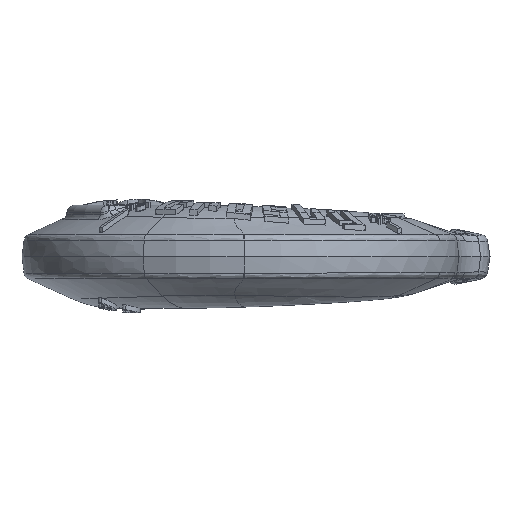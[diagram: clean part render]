
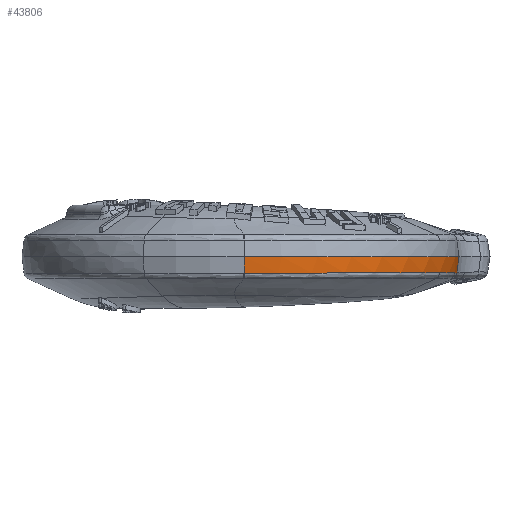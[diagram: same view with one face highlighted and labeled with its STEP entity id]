
A CAD part, front view. The second image highlights one B-rep face of the part: STEP entity #43806.
In plain terms, the highlighted conical face has half-angle 6.991 degrees and reference radius 33.117 mm.
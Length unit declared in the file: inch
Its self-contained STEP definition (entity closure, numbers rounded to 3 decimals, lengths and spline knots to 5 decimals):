
#7044=CARTESIAN_POINT('',(1.21793,-2.75967,
-0.09846));
#7066=CARTESIAN_POINT('',(1.21793,-2.75967,
-0.09846));
#7067=CARTESIAN_POINT('',(1.21793,-2.7791,
-0.09842));
#7068=CARTESIAN_POINT('',(1.21707,-2.81795,
-0.09835));
#7069=CARTESIAN_POINT('',(1.21316,-2.8761,
-0.09825));
#7070=CARTESIAN_POINT('',(1.20664,-2.93398,
-0.09817));
#7071=CARTESIAN_POINT('',(1.19754,-2.99152,
-0.09811));
#7072=CARTESIAN_POINT('',(1.18586,-3.04859,
-0.09807));
#7073=CARTESIAN_POINT('',(1.17163,-3.10506,
-0.09805));
#7074=CARTESIAN_POINT('',(1.15488,-3.16086,
-0.09806));
#7075=CARTESIAN_POINT('',(1.13564,-3.21582,
-0.09809));
#7076=CARTESIAN_POINT('',(1.12119,-3.25185,
-0.09813));
#7077=CARTESIAN_POINT('',(1.11356,-3.26969,
-0.09816));
#7130=CARTESIAN_POINT('',(1.11356,-3.26969,
-0.09816));
#7131=CARTESIAN_POINT('',(1.10593,-3.28755,
-0.09818));
#7132=CARTESIAN_POINT('',(1.08985,-3.32294,
-0.09822));
#7133=CARTESIAN_POINT('',(1.06338,-3.37487,
-0.09828));
#7134=CARTESIAN_POINT('',(1.03461,-3.42557,
-0.09833));
#7135=CARTESIAN_POINT('',(1.00361,-3.47491,
-0.09838));
#7136=CARTESIAN_POINT('',(0.97042,-3.52281,
-0.09843));
#7137=CARTESIAN_POINT('',(0.93512,-3.56916,
-0.09848));
#7138=CARTESIAN_POINT('',(0.89778,-3.61388,
-0.09854));
#7139=CARTESIAN_POINT('',(0.85846,-3.65688,
-0.09861));
#7140=CARTESIAN_POINT('',(0.81726,-3.69807,
-0.09869));
#7141=CARTESIAN_POINT('',(0.77425,-3.73737,
-0.09878));
#7142=CARTESIAN_POINT('',(0.72952,-3.7747,
-0.09887));
#7143=CARTESIAN_POINT('',(0.68316,-3.80999,
-0.09898));
#7144=CARTESIAN_POINT('',(0.63527,-3.84315,
-0.09909));
#7145=CARTESIAN_POINT('',(0.58593,-3.87414,
-0.09921));
#7146=CARTESIAN_POINT('',(0.53526,-3.90288,
-0.09933));
#7147=CARTESIAN_POINT('',(0.48334,-3.92932,
-0.09947));
#7148=CARTESIAN_POINT('',(0.43029,-3.9534,
-0.09961));
#7149=CARTESIAN_POINT('',(0.37622,-3.97507,
-0.09976));
#7150=CARTESIAN_POINT('',(0.32122,-3.9943,
-0.09992));
#7151=CARTESIAN_POINT('',(0.26542,-4.01104,
-0.10008));
#7152=CARTESIAN_POINT('',(0.20892,-4.02525,
-0.10025));
#7153=CARTESIAN_POINT('',(0.15184,-4.03692,
-0.10043));
#7154=CARTESIAN_POINT('',(0.09429,-4.04602,
-0.1006));
#7155=CARTESIAN_POINT('',(0.03639,-4.05252,
-0.10078));
#7156=CARTESIAN_POINT('',(-0.02174,-4.05642,
-0.10097));
#7157=CARTESIAN_POINT('',(-0.06058,-4.05728,
-0.10109));
#7158=CARTESIAN_POINT('',(-0.08,-4.05727,-0.10115));
#11310=DIRECTION('',(0.,0.122,-0.993));
#11311=VECTOR('',#11310,0.10191);
#11312=CARTESIAN_POINT('',(-0.08,-4.06967,0.));
#11313=LINE('',#11312,#11311);
#11314=CARTESIAN_POINT('',(-0.08,-2.75967,0.));
#11315=DIRECTION('',(0.,0.,1.));
#11316=DIRECTION('',(0.,-1.,0.));
#11317=AXIS2_PLACEMENT_3D('',#11314,#11315,#11316);
#11319=DIRECTION('',(-0.122,0.,-0.993));
#11320=VECTOR('',#11319,0.09919);
#11321=CARTESIAN_POINT('',(1.23,-2.75967,0.));
#11322=LINE('',#11321,#11320);
#14242=CARTESIAN_POINT('',(-0.08,-4.06967,0.));
#14243=CARTESIAN_POINT('',(1.23,-2.75967,0.));
#14244=VERTEX_POINT('',#14242);
#14245=VERTEX_POINT('',#14243);
#14564=VERTEX_POINT('',#7044);
#14566=VERTEX_POINT('',#7077);
#14568=VERTEX_POINT('',#7158);
#43793=CARTESIAN_POINT('',(-0.08,-2.75967,-0.05057));
#43794=DIRECTION('',(0.,0.,1.));
#43795=DIRECTION('',(0.,1.,0.));
#43796=AXIS2_PLACEMENT_3D('',#43793,#43794,#43795);
#43797=CONICAL_SURFACE('',#43796,1.3038,6.991);
#43798=ORIENTED_EDGE('',*,*,#32373,.T.);
#43799=ORIENTED_EDGE('',*,*,#32512,.T.);
#43800=ORIENTED_EDGE('',*,*,#43756,.F.);
#43801=ORIENTED_EDGE('',*,*,#29368,.T.);
#43803=ORIENTED_EDGE('',*,*,#43802,.T.);
#43804=EDGE_LOOP('',(#43798,#43799,#43800,#43801,#43803));
#43805=FACE_OUTER_BOUND('',#43804,.F.);
#43806=ADVANCED_FACE('',(#43805),#43797,.T.);
#7078=B_SPLINE_CURVE_WITH_KNOTS('',3,(#7066,#7067,#7068,#7069,#7070,#7071,#7072,
#7073,#7074,#7075,#7076,#7077),.UNSPECIFIED.,.F.,.F.,(4,1,1,1,1,1,1,1,1,4),
(0.,0.11111,0.22222,0.33333,0.44444,
0.55556,0.66667,0.77778,0.88889,1.),
.UNSPECIFIED.);
#7159=B_SPLINE_CURVE_WITH_KNOTS('',3,(#7130,#7131,#7132,#7133,#7134,#7135,#7136,
#7137,#7138,#7139,#7140,#7141,#7142,#7143,#7144,#7145,#7146,#7147,#7148,#7149,
#7150,#7151,#7152,#7153,#7154,#7155,#7156,#7157,#7158),.UNSPECIFIED.,.F.,.F.,(4,
1,1,1,1,1,1,1,1,1,1,1,1,1,1,1,1,1,1,1,1,1,1,1,1,1,4),(0.,0.03846,
0.07692,0.11538,0.15385,0.19231,
0.23077,0.26923,0.30769,0.34615,
0.38462,0.42308,0.46154,0.5,0.53846,
0.57692,0.61538,0.65385,0.69231,
0.73077,0.76923,0.80769,0.84615,
0.88462,0.92308,0.96154,1.),.UNSPECIFIED.);
#11318=CIRCLE('',#11317,1.31);
#29368=EDGE_CURVE('',#14244,#14245,#11318,.T.);
#32373=EDGE_CURVE('',#14564,#14566,#7078,.T.);
#32512=EDGE_CURVE('',#14566,#14568,#7159,.T.);
#43756=EDGE_CURVE('',#14244,#14568,#11313,.T.);
#43802=EDGE_CURVE('',#14245,#14564,#11322,.T.);
